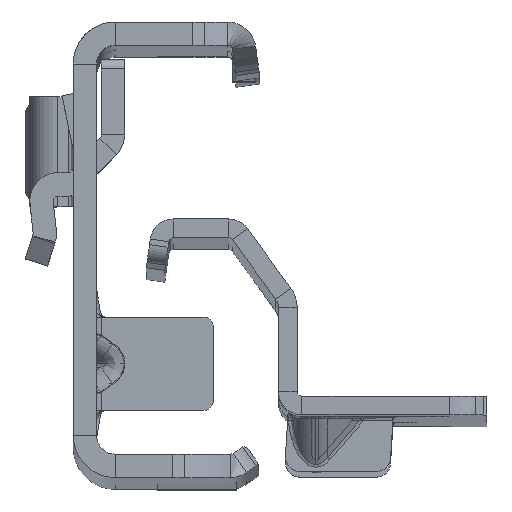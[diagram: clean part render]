
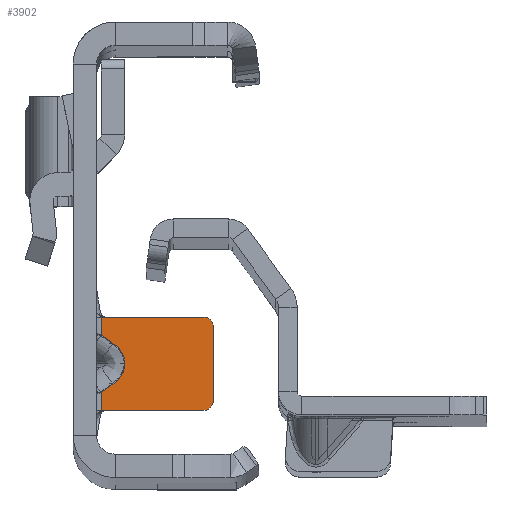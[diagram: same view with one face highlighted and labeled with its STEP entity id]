
A CAD part, top view. The second image highlights one B-rep face of the part: STEP entity #3902.
In plain terms, the highlighted planar face has unit normal (0, 0, 1).
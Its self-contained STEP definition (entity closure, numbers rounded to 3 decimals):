
#393 = CARTESIAN_POINT ( 'NONE',  ( -1.826, -15.6, -691.5 ) ) ;
#413 = LINE ( 'NONE', #7893, #15361 ) ;
#460 = VECTOR ( 'NONE', #5270, 1000. ) ;
#489 = DIRECTION ( 'NONE',  ( 0., 0., 1. ) ) ;
#878 = VERTEX_POINT ( 'NONE', #17344 ) ;
#1036 = LINE ( 'NONE', #8332, #11228 ) ;
#1056 = VECTOR ( 'NONE', #13095, 1000. ) ;
#1166 = CARTESIAN_POINT ( 'NONE',  ( 1.367, -8.131, -691.5 ) ) ;
#1338 = DIRECTION ( 'NONE',  ( 0., 1., 0. ) ) ;
#1348 = ORIENTED_EDGE ( 'NONE', *, *, #16689, .T. ) ;
#1351 = CARTESIAN_POINT ( 'NONE',  ( -37.326, 22.3, -691.5 ) ) ;
#1663 = CARTESIAN_POINT ( 'NONE',  ( 0.5, -5.6, -691.5 ) ) ;
#1840 = VERTEX_POINT ( 'NONE', #11065 ) ;
#1884 = VERTEX_POINT ( 'NONE', #9805 ) ;
#1998 = CARTESIAN_POINT ( 'NONE',  ( 2.624, -12.179, -691.5 ) ) ;
#2571 = EDGE_CURVE ( 'NONE', #878, #13235, #413, .T. ) ;
#2913 = VECTOR ( 'NONE', #11997, 1000. ) ;
#3200 = CARTESIAN_POINT ( 'NONE',  ( 12.5, -6.6, -691.5 ) ) ;
#3447 = CARTESIAN_POINT ( 'NONE',  ( 3.573, -11.508, -691.5 ) ) ;
#3699 = CIRCLE ( 'NONE', #15972, 1. ) ;
#3783 = VECTOR ( 'NONE', #6727, 1000. ) ;
#3901 = VECTOR ( 'NONE', #10672, 1000. ) ;
#3902 = ADVANCED_FACE ( 'NONE', ( #10006 ), #10290, .F. ) ;
#3977 = EDGE_CURVE ( 'NONE', #13487, #12024, #3699, .T. ) ;
#4017 = CARTESIAN_POINT ( 'NONE',  ( 0.5, 22.3, -691.5 ) ) ;
#4393 = ORIENTED_EDGE ( 'NONE', *, *, #6472, .T. ) ;
#4408 = DIRECTION ( 'NONE',  ( 0., 0., 1. ) ) ;
#5262 = ORIENTED_EDGE ( 'NONE', *, *, #11138, .F. ) ;
#5270 = DIRECTION ( 'NONE',  ( -0.816, 0.577, 0. ) ) ;
#5657 = LINE ( 'NONE', #11548, #3783 ) ;
#5787 = CARTESIAN_POINT ( 'NONE',  ( 0.708, -5.6, -691.5 ) ) ;
#5927 = DIRECTION ( 'NONE',  ( 0., 1., 0. ) ) ;
#5988 = VECTOR ( 'NONE', #6530, 1000. ) ;
#6472 = EDGE_CURVE ( 'NONE', #9195, #13487, #9043, .T. ) ;
#6530 = DIRECTION ( 'NONE',  ( 0., 1., 0. ) ) ;
#6691 = EDGE_CURVE ( 'NONE', #7652, #1884, #7011, .T. ) ;
#6727 = DIRECTION ( 'NONE',  ( 0., 1., 0. ) ) ;
#7011 = LINE ( 'NONE', #1166, #460 ) ;
#7284 = LINE ( 'NONE', #4017, #9986 ) ;
#7481 = CARTESIAN_POINT ( 'NONE',  ( 11.5, -14.6, -691.5 ) ) ;
#7596 = CARTESIAN_POINT ( 'NONE',  ( 11.5, -6.6, -691.5 ) ) ;
#7637 = EDGE_CURVE ( 'NONE', #12024, #15890, #5657, .T. ) ;
#7652 = VERTEX_POINT ( 'NONE', #8280 ) ;
#7890 = ORIENTED_EDGE ( 'NONE', *, *, #18234, .F. ) ;
#7893 = CARTESIAN_POINT ( 'NONE',  ( -1.826, -5.6, -691.5 ) ) ;
#7994 = CARTESIAN_POINT ( 'NONE',  ( 0.5, 22.3, -691.5 ) ) ;
#8205 = ORIENTED_EDGE ( 'NONE', *, *, #10055, .F. ) ;
#8280 = CARTESIAN_POINT ( 'NONE',  ( 1.757, -8.408, -691.5 ) ) ;
#8332 = CARTESIAN_POINT ( 'NONE',  ( -1.826, -5.6, -691.5 ) ) ;
#8654 = ORIENTED_EDGE ( 'NONE', *, *, #2571, .T. ) ;
#8826 = DIRECTION ( 'NONE',  ( 0., 0., -1. ) ) ;
#9043 = LINE ( 'NONE', #13474, #1056 ) ;
#9195 = VERTEX_POINT ( 'NONE', #17239 ) ;
#9299 = LINE ( 'NONE', #1998, #2913 ) ;
#9398 = DIRECTION ( 'NONE',  ( -1., 0., 0. ) ) ;
#9595 =( BOUNDED_CURVE ( )  B_SPLINE_CURVE ( 3, ( #14979, #3447, #12103, #16316 ),
 .UNSPECIFIED., .F., .F. ) 
 B_SPLINE_CURVE_WITH_KNOTS ( ( 4, 4 ),
 ( 2.356, 3.927 ),
 .UNSPECIFIED. ) 
 CURVE ( )  GEOMETRIC_REPRESENTATION_ITEM ( )  RATIONAL_B_SPLINE_CURVE ( ( 1., 0.805, 0.805, 1. ) ) 
 REPRESENTATION_ITEM ( '' )  );
#9752 = ORIENTED_EDGE ( 'NONE', *, *, #18570, .T. ) ;
#9805 = CARTESIAN_POINT ( 'NONE',  ( 0.5, -7.519, -691.5 ) ) ;
#9811 = CARTESIAN_POINT ( 'NONE',  ( 0.5, -15.6, -691.5 ) ) ;
#9852 = AXIS2_PLACEMENT_3D ( 'NONE', #1351, #8826, #5927 ) ;
#9986 = VECTOR ( 'NONE', #1338, 1000. ) ;
#10006 = FACE_OUTER_BOUND ( 'NONE', #10080, .T. ) ;
#10055 = EDGE_CURVE ( 'NONE', #11024, #7652, #9595, .T. ) ;
#10080 = EDGE_LOOP ( 'NONE', ( #12287, #8205, #18404, #5262, #1348, #4393, #14529, #12060, #9752, #8654, #12851, #7890 ) ) ;
#10290 = PLANE ( 'NONE',  #9852 ) ;
#10410 = DIRECTION ( 'NONE',  ( -1., 0., 0. ) ) ;
#10672 = DIRECTION ( 'NONE',  ( 1., 0., 0. ) ) ;
#11024 = VERTEX_POINT ( 'NONE', #17864 ) ;
#11065 = CARTESIAN_POINT ( 'NONE',  ( 0.5, -13.681, -691.5 ) ) ;
#11138 = EDGE_CURVE ( 'NONE', #15023, #1840, #7284, .T. ) ;
#11228 = VECTOR ( 'NONE', #9398, 1000. ) ;
#11293 = EDGE_CURVE ( 'NONE', #1840, #11024, #9299, .T. ) ;
#11404 = EDGE_CURVE ( 'NONE', #13235, #13342, #1036, .T. ) ;
#11548 = CARTESIAN_POINT ( 'NONE',  ( 12.5, -6.6, -691.5 ) ) ;
#11786 = AXIS2_PLACEMENT_3D ( 'NONE', #7596, #4408, #12017 ) ;
#11997 = DIRECTION ( 'NONE',  ( 0.816, 0.577, 0. ) ) ;
#12017 = DIRECTION ( 'NONE',  ( 0., -1., 0. ) ) ;
#12024 = VERTEX_POINT ( 'NONE', #13506 ) ;
#12060 = ORIENTED_EDGE ( 'NONE', *, *, #7637, .T. ) ;
#12103 = CARTESIAN_POINT ( 'NONE',  ( 3.573, -9.692, -691.5 ) ) ;
#12287 = ORIENTED_EDGE ( 'NONE', *, *, #6691, .F. ) ;
#12851 = ORIENTED_EDGE ( 'NONE', *, *, #11404, .T. ) ;
#13095 = DIRECTION ( 'NONE',  ( 1., 0., 0. ) ) ;
#13235 = VERTEX_POINT ( 'NONE', #5787 ) ;
#13290 = CARTESIAN_POINT ( 'NONE',  ( 11.5, -15.6, -691.5 ) ) ;
#13342 = VERTEX_POINT ( 'NONE', #1663 ) ;
#13474 = CARTESIAN_POINT ( 'NONE',  ( -1.826, -15.6, -691.5 ) ) ;
#13487 = VERTEX_POINT ( 'NONE', #13290 ) ;
#13506 = CARTESIAN_POINT ( 'NONE',  ( 12.5, -14.6, -691.5 ) ) ;
#14529 = ORIENTED_EDGE ( 'NONE', *, *, #3977, .T. ) ;
#14979 = CARTESIAN_POINT ( 'NONE',  ( 1.757, -12.792, -691.5 ) ) ;
#15007 = LINE ( 'NONE', #7994, #5988 ) ;
#15023 = VERTEX_POINT ( 'NONE', #9811 ) ;
#15361 = VECTOR ( 'NONE', #10410, 1000. ) ;
#15890 = VERTEX_POINT ( 'NONE', #3200 ) ;
#15972 = AXIS2_PLACEMENT_3D ( 'NONE', #7481, #489, #17956 ) ;
#16316 = CARTESIAN_POINT ( 'NONE',  ( 1.757, -8.408, -691.5 ) ) ;
#16689 = EDGE_CURVE ( 'NONE', #15023, #9195, #18307, .T. ) ;
#17239 = CARTESIAN_POINT ( 'NONE',  ( 0.708, -15.6, -691.5 ) ) ;
#17275 = CIRCLE ( 'NONE', #11786, 1. ) ;
#17344 = CARTESIAN_POINT ( 'NONE',  ( 11.5, -5.6, -691.5 ) ) ;
#17864 = CARTESIAN_POINT ( 'NONE',  ( 1.757, -12.792, -691.5 ) ) ;
#17956 = DIRECTION ( 'NONE',  ( 0., 1., 0. ) ) ;
#18234 = EDGE_CURVE ( 'NONE', #1884, #13342, #15007, .T. ) ;
#18307 = LINE ( 'NONE', #393, #3901 ) ;
#18404 = ORIENTED_EDGE ( 'NONE', *, *, #11293, .F. ) ;
#18570 = EDGE_CURVE ( 'NONE', #15890, #878, #17275, .T. ) ;
